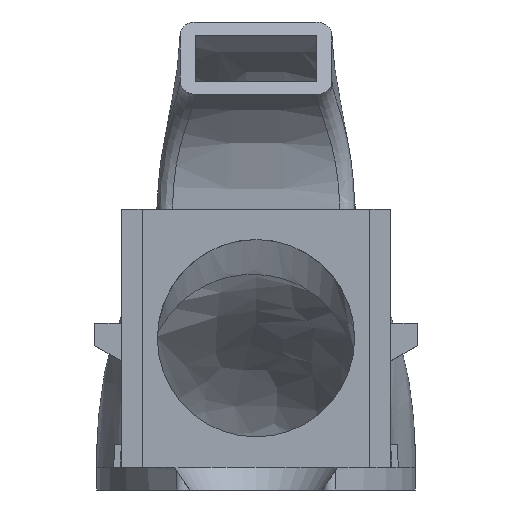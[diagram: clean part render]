
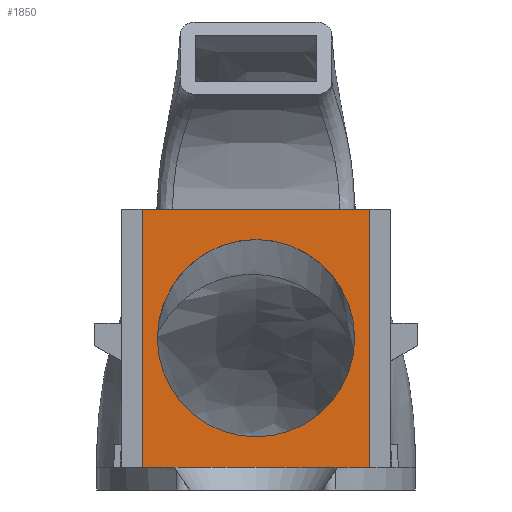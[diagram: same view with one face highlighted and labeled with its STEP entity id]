
A CAD part, front view. The second image highlights one B-rep face of the part: STEP entity #1850.
In plain terms, the highlighted planar face has unit normal (0, -1, 0).
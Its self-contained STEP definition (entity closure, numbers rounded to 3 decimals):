
#48=FACE_BOUND('',#357,.T.);
#163=PLANE('',#2000);
#247=FACE_OUTER_BOUND('',#356,.T.);
#356=EDGE_LOOP('',(#1644,#1645,#1646,#1647));
#357=EDGE_LOOP('',(#1648));
#449=LINE('',#2764,#609);
#517=LINE('',#4805,#677);
#518=LINE('',#4808,#678);
#519=LINE('',#4809,#679);
#609=VECTOR('',#2196,10.);
#677=VECTOR('',#2398,10.);
#678=VECTOR('',#2401,10.);
#679=VECTOR('',#2402,10.);
#746=CIRCLE('',#1995,13.);
#823=VERTEX_POINT('',#2761);
#824=VERTEX_POINT('',#2763);
#924=VERTEX_POINT('',#4790);
#927=VERTEX_POINT('',#4803);
#928=VERTEX_POINT('',#4807);
#1035=EDGE_CURVE('',#823,#824,#449,.T.);
#1176=EDGE_CURVE('',#924,#924,#746,.T.);
#1183=EDGE_CURVE('',#823,#927,#517,.T.);
#1184=EDGE_CURVE('',#928,#927,#518,.T.);
#1185=EDGE_CURVE('',#824,#928,#519,.T.);
#1644=ORIENTED_EDGE('',*,*,#1035,.F.);
#1645=ORIENTED_EDGE('',*,*,#1183,.T.);
#1646=ORIENTED_EDGE('',*,*,#1184,.F.);
#1647=ORIENTED_EDGE('',*,*,#1185,.F.);
#1648=ORIENTED_EDGE('',*,*,#1176,.T.);
#1850=ADVANCED_FACE('',(#247,#48),#163,.T.);
#1995=AXIS2_PLACEMENT_3D('',#4791,#2382,#2383);
#2000=AXIS2_PLACEMENT_3D('',#4806,#2399,#2400);
#2196=DIRECTION('',(-1.,0.,0.));
#2382=DIRECTION('center_axis',(0.,1.,0.));
#2383=DIRECTION('ref_axis',(1.,0.,0.));
#2398=DIRECTION('',(0.,0.,1.));
#2399=DIRECTION('center_axis',(0.,-1.,0.));
#2400=DIRECTION('ref_axis',(1.,0.,0.));
#2401=DIRECTION('',(1.,0.,0.));
#2402=DIRECTION('',(0.,0.,1.));
#2761=CARTESIAN_POINT('',(15.,-45.,3.));
#2763=CARTESIAN_POINT('',(-15.,-45.,3.));
#2764=CARTESIAN_POINT('',(-7.5,-45.,3.));
#4790=CARTESIAN_POINT('',(-13.,-45.,20.));
#4791=CARTESIAN_POINT('Origin',(0.,-45.,20.));
#4803=CARTESIAN_POINT('',(15.,-45.,37.));
#4805=CARTESIAN_POINT('',(15.,-45.,3.));
#4806=CARTESIAN_POINT('Origin',(-15.,-45.,3.));
#4807=CARTESIAN_POINT('',(-15.,-45.,37.));
#4808=CARTESIAN_POINT('',(-15.,-45.,37.));
#4809=CARTESIAN_POINT('',(-15.,-45.,3.));
